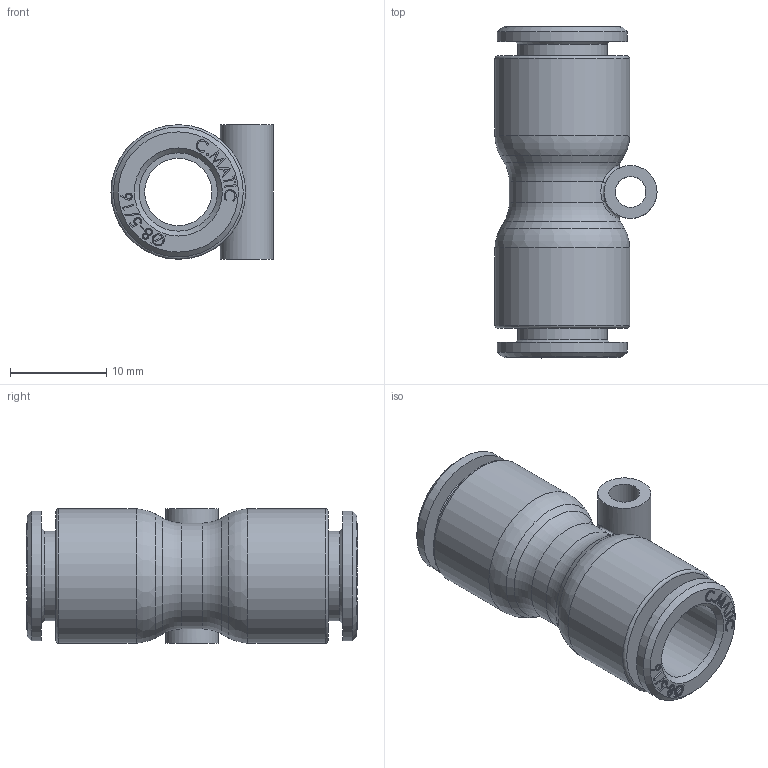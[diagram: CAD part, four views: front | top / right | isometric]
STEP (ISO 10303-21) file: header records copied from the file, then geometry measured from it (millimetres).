
FILE_DESCRIPTION(/* description */ ('STEP AP214'),/* implementation_level */ '2;1');
FILE_NAME(/* name */ 'B0150040',/* time_stamp */ '2023-03-29T16:51:40+02:00',/* author */ ('License CC BY-ND 4.0'),/* organization */ ('CADENAS'),/* preprocessor_version */ 'ST-DEVELOPER v19.3',/* originating_system */ 'PARTsolutions',/* authorisation */ ' ');
FILE_SCHEMA (('AUTOMOTIVE_DESIGN {1 0 10303 214 3 1 1}'));
Length unit declared in the file: millimetre
Products named in the file (1): B0150040
Bounding box: 16.85 x 34.5 x 14 mm (x, y, z)
Volume: 2994.7 mm3; surface area: 3120.1 mm2
Topology: 1 solids, 1 shells, 358 faces, 924 edges, 615 vertices
Faces by surface type: plane 192, bspline 140, cylinder 12, cone 8, torus 6
Full cylindrical faces by diameter (mm): 3.2 x1, 5.5 x1, 7 x1, 8.15 x2, 9.3 x2, 13.5 x2, 14 x2
Entity records: 18266 total; most frequent: CARTESIAN_POINT 10605, ORIENTED_EDGE 1772, DIRECTION 1080, EDGE_CURVE 886, VERTEX_POINT 602, LINE 562, VECTOR 562, EDGE_LOOP 434
